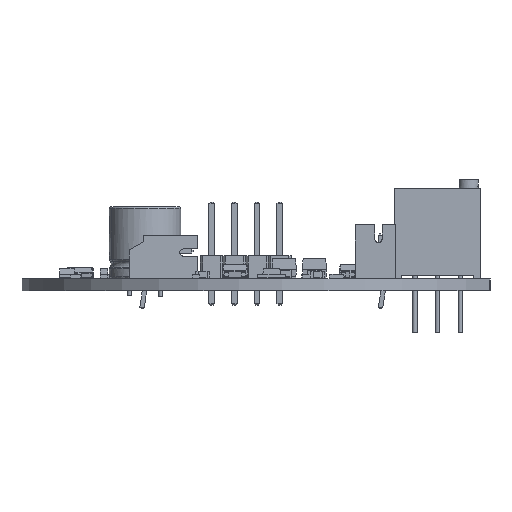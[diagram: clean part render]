
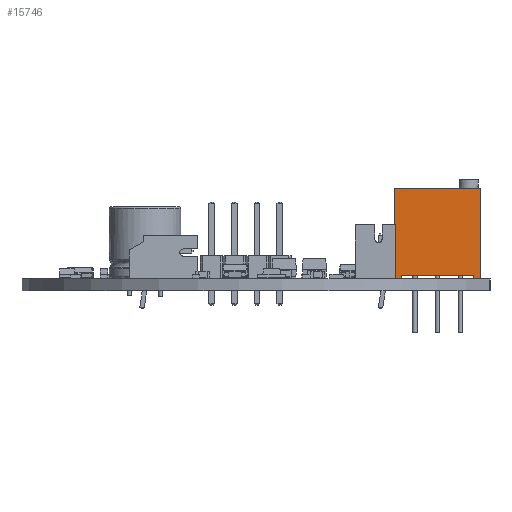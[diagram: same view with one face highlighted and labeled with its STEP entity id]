
A CAD part, left-side view. The second image highlights one B-rep face of the part: STEP entity #15746.
In plain terms, the highlighted face is planar.
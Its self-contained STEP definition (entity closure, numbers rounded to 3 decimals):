
#14350 = PLANE('',#14351);
#14351 = AXIS2_PLACEMENT_3D('',#14352,#14353,#14354);
#14352 = CARTESIAN_POINT('',(-2.54,-0.052,10.03));
#14353 = DIRECTION('',(0.,0.,1.));
#14354 = DIRECTION('',(0.,1.,0.));
#14434 = PLANE('',#14435);
#14435 = AXIS2_PLACEMENT_3D('',#14436,#14437,#14438);
#14436 = CARTESIAN_POINT('',(-7.305,-0.05,5.015));
#14437 = DIRECTION('',(-1.,0.,0.));
#14438 = DIRECTION('',(0.,1.,0.));
#14490 = PLANE('',#14491);
#14491 = AXIS2_PLACEMENT_3D('',#14492,#14493,#14494);
#14492 = CARTESIAN_POINT('',(-6.605,2.41,1.));
#14493 = DIRECTION('',(1.,0.,0.));
#14494 = DIRECTION('',(0.,-1.,0.));
#14518 = PLANE('',#14519);
#14519 = AXIS2_PLACEMENT_3D('',#14520,#14521,#14522);
#14520 = CARTESIAN_POINT('',(-7.305,2.03,0.38));
#14521 = DIRECTION('',(0.,0.,-1.));
#14522 = DIRECTION('',(0.,-1.,0.));
#14546 = PLANE('',#14547);
#14547 = AXIS2_PLACEMENT_3D('',#14548,#14549,#14550);
#14548 = CARTESIAN_POINT('',(1.525,2.41,1.));
#14549 = DIRECTION('',(1.,0.,0.));
#14550 = DIRECTION('',(0.,-1.,0.));
#14602 = PLANE('',#14603);
#14603 = AXIS2_PLACEMENT_3D('',#14604,#14605,#14606);
#14604 = CARTESIAN_POINT('',(2.225,-0.05,5.015));
#14605 = DIRECTION('',(1.,0.,0.));
#14606 = DIRECTION('',(0.,-1.,0.));
#14671 = EDGE_CURVE('',#14672,#14674,#14676,.T.);
#14672 = VERTEX_POINT('',#14673);
#14673 = CARTESIAN_POINT('',(-7.305,-2.42,10.03));
#14674 = VERTEX_POINT('',#14675);
#14675 = CARTESIAN_POINT('',(2.225,-2.42,10.03));
#14676 = SURFACE_CURVE('',#14677,(#14681,#14688),.PCURVE_S1.);
#14677 = LINE('',#14678,#14679);
#14678 = CARTESIAN_POINT('',(-7.305,-2.42,10.03));
#14679 = VECTOR('',#14680,1.);
#14680 = DIRECTION('',(1.,0.,0.));
#14681 = PCURVE('',#14350,#14682);
#14682 = DEFINITIONAL_REPRESENTATION('',(#14683),#14687);
#14683 = LINE('',#14684,#14685);
#14684 = CARTESIAN_POINT('',(-2.368,4.765));
#14685 = VECTOR('',#14686,1.);
#14686 = DIRECTION('',(0.,-1.));
#14687 = ( GEOMETRIC_REPRESENTATION_CONTEXT(2) 
PARAMETRIC_REPRESENTATION_CONTEXT() REPRESENTATION_CONTEXT('2D SPACE',''
  ) );
#14688 = PCURVE('',#14689,#14694);
#14689 = PLANE('',#14690);
#14690 = AXIS2_PLACEMENT_3D('',#14691,#14692,#14693);
#14691 = CARTESIAN_POINT('',(-2.54,-2.42,5.001));
#14692 = DIRECTION('',(0.,-1.,0.));
#14693 = DIRECTION('',(1.,0.,0.));
#14694 = DEFINITIONAL_REPRESENTATION('',(#14695),#14699);
#14695 = LINE('',#14696,#14697);
#14696 = CARTESIAN_POINT('',(-4.765,5.029));
#14697 = VECTOR('',#14698,1.);
#14698 = DIRECTION('',(1.,0.));
#14699 = ( GEOMETRIC_REPRESENTATION_CONTEXT(2) 
PARAMETRIC_REPRESENTATION_CONTEXT() REPRESENTATION_CONTEXT('2D SPACE',''
  ) );
#15002 = EDGE_CURVE('',#14674,#15003,#15005,.T.);
#15003 = VERTEX_POINT('',#15004);
#15004 = CARTESIAN_POINT('',(2.225,-2.42,0.));
#15005 = SURFACE_CURVE('',#15006,(#15010,#15017),.PCURVE_S1.);
#15006 = LINE('',#15007,#15008);
#15007 = CARTESIAN_POINT('',(2.225,-2.42,1.));
#15008 = VECTOR('',#15009,1.);
#15009 = DIRECTION('',(0.,0.,-1.));
#15010 = PCURVE('',#14602,#15011);
#15011 = DEFINITIONAL_REPRESENTATION('',(#15012),#15016);
#15012 = LINE('',#15013,#15014);
#15013 = CARTESIAN_POINT('',(2.37,4.015));
#15014 = VECTOR('',#15015,1.);
#15015 = DIRECTION('',(0.,1.));
#15016 = ( GEOMETRIC_REPRESENTATION_CONTEXT(2) 
PARAMETRIC_REPRESENTATION_CONTEXT() REPRESENTATION_CONTEXT('2D SPACE',''
  ) );
#15017 = PCURVE('',#14689,#15018);
#15018 = DEFINITIONAL_REPRESENTATION('',(#15019),#15023);
#15019 = LINE('',#15020,#15021);
#15020 = CARTESIAN_POINT('',(4.765,-4.001));
#15021 = VECTOR('',#15022,1.);
#15022 = DIRECTION('',(0.,-1.));
#15023 = ( GEOMETRIC_REPRESENTATION_CONTEXT(2) 
PARAMETRIC_REPRESENTATION_CONTEXT() REPRESENTATION_CONTEXT('2D SPACE',''
  ) );
#15041 = PLANE('',#15042);
#15042 = AXIS2_PLACEMENT_3D('',#15043,#15044,#15045);
#15043 = CARTESIAN_POINT('',(1.525,2.41,0.));
#15044 = DIRECTION('',(0.,0.,-1.));
#15045 = DIRECTION('',(0.,-1.,0.));
#15157 = VERTEX_POINT('',#15158);
#15158 = CARTESIAN_POINT('',(1.525,-2.42,0.));
#15203 = VERTEX_POINT('',#15204);
#15204 = CARTESIAN_POINT('',(1.525,-2.42,0.38));
#15225 = EDGE_CURVE('',#15203,#15157,#15226,.T.);
#15226 = SURFACE_CURVE('',#15227,(#15231,#15238),.PCURVE_S1.);
#15227 = LINE('',#15228,#15229);
#15228 = CARTESIAN_POINT('',(1.525,-2.42,1.));
#15229 = VECTOR('',#15230,1.);
#15230 = DIRECTION('',(0.,0.,-1.));
#15231 = PCURVE('',#14546,#15232);
#15232 = DEFINITIONAL_REPRESENTATION('',(#15233),#15237);
#15233 = LINE('',#15234,#15235);
#15234 = CARTESIAN_POINT('',(4.83,0.));
#15235 = VECTOR('',#15236,1.);
#15236 = DIRECTION('',(0.,1.));
#15237 = ( GEOMETRIC_REPRESENTATION_CONTEXT(2) 
PARAMETRIC_REPRESENTATION_CONTEXT() REPRESENTATION_CONTEXT('2D SPACE',''
  ) );
#15238 = PCURVE('',#14689,#15239);
#15239 = DEFINITIONAL_REPRESENTATION('',(#15240),#15244);
#15240 = LINE('',#15241,#15242);
#15241 = CARTESIAN_POINT('',(4.065,-4.001));
#15242 = VECTOR('',#15243,1.);
#15243 = DIRECTION('',(0.,-1.));
#15244 = ( GEOMETRIC_REPRESENTATION_CONTEXT(2) 
PARAMETRIC_REPRESENTATION_CONTEXT() REPRESENTATION_CONTEXT('2D SPACE',''
  ) );
#15249 = EDGE_CURVE('',#15250,#15203,#15252,.T.);
#15250 = VERTEX_POINT('',#15251);
#15251 = CARTESIAN_POINT('',(-6.605,-2.42,0.38));
#15252 = SURFACE_CURVE('',#15253,(#15257,#15264),.PCURVE_S1.);
#15253 = LINE('',#15254,#15255);
#15254 = CARTESIAN_POINT('',(-7.305,-2.42,0.38));
#15255 = VECTOR('',#15256,1.);
#15256 = DIRECTION('',(1.,0.,0.));
#15257 = PCURVE('',#14518,#15258);
#15258 = DEFINITIONAL_REPRESENTATION('',(#15259),#15263);
#15259 = LINE('',#15260,#15261);
#15260 = CARTESIAN_POINT('',(4.45,0.));
#15261 = VECTOR('',#15262,1.);
#15262 = DIRECTION('',(0.,-1.));
#15263 = ( GEOMETRIC_REPRESENTATION_CONTEXT(2) 
PARAMETRIC_REPRESENTATION_CONTEXT() REPRESENTATION_CONTEXT('2D SPACE',''
  ) );
#15264 = PCURVE('',#14689,#15265);
#15265 = DEFINITIONAL_REPRESENTATION('',(#15266),#15270);
#15266 = LINE('',#15267,#15268);
#15267 = CARTESIAN_POINT('',(-4.765,-4.621));
#15268 = VECTOR('',#15269,1.);
#15269 = DIRECTION('',(1.,0.));
#15270 = ( GEOMETRIC_REPRESENTATION_CONTEXT(2) 
PARAMETRIC_REPRESENTATION_CONTEXT() REPRESENTATION_CONTEXT('2D SPACE',''
  ) );
#15406 = VERTEX_POINT('',#15407);
#15407 = CARTESIAN_POINT('',(-6.605,-2.42,0.));
#15421 = PLANE('',#15422);
#15422 = AXIS2_PLACEMENT_3D('',#15423,#15424,#15425);
#15423 = CARTESIAN_POINT('',(-7.305,2.41,0.));
#15424 = DIRECTION('',(0.,0.,-1.));
#15425 = DIRECTION('',(0.,-1.,0.));
#15484 = EDGE_CURVE('',#15250,#15406,#15485,.T.);
#15485 = SURFACE_CURVE('',#15486,(#15490,#15497),.PCURVE_S1.);
#15486 = LINE('',#15487,#15488);
#15487 = CARTESIAN_POINT('',(-6.605,-2.42,1.));
#15488 = VECTOR('',#15489,1.);
#15489 = DIRECTION('',(0.,0.,-1.));
#15490 = PCURVE('',#14490,#15491);
#15491 = DEFINITIONAL_REPRESENTATION('',(#15492),#15496);
#15492 = LINE('',#15493,#15494);
#15493 = CARTESIAN_POINT('',(4.83,0.));
#15494 = VECTOR('',#15495,1.);
#15495 = DIRECTION('',(0.,1.));
#15496 = ( GEOMETRIC_REPRESENTATION_CONTEXT(2) 
PARAMETRIC_REPRESENTATION_CONTEXT() REPRESENTATION_CONTEXT('2D SPACE',''
  ) );
#15497 = PCURVE('',#14689,#15498);
#15498 = DEFINITIONAL_REPRESENTATION('',(#15499),#15503);
#15499 = LINE('',#15500,#15501);
#15500 = CARTESIAN_POINT('',(-4.065,-4.001));
#15501 = VECTOR('',#15502,1.);
#15502 = DIRECTION('',(0.,-1.));
#15503 = ( GEOMETRIC_REPRESENTATION_CONTEXT(2) 
PARAMETRIC_REPRESENTATION_CONTEXT() REPRESENTATION_CONTEXT('2D SPACE',''
  ) );
#15628 = VERTEX_POINT('',#15629);
#15629 = CARTESIAN_POINT('',(-7.305,-2.42,0.));
#15650 = EDGE_CURVE('',#14672,#15628,#15651,.T.);
#15651 = SURFACE_CURVE('',#15652,(#15656,#15663),.PCURVE_S1.);
#15652 = LINE('',#15653,#15654);
#15653 = CARTESIAN_POINT('',(-7.305,-2.42,1.));
#15654 = VECTOR('',#15655,1.);
#15655 = DIRECTION('',(0.,0.,-1.));
#15656 = PCURVE('',#14434,#15657);
#15657 = DEFINITIONAL_REPRESENTATION('',(#15658),#15662);
#15658 = LINE('',#15659,#15660);
#15659 = CARTESIAN_POINT('',(-2.37,4.015));
#15660 = VECTOR('',#15661,1.);
#15661 = DIRECTION('',(0.,1.));
#15662 = ( GEOMETRIC_REPRESENTATION_CONTEXT(2) 
PARAMETRIC_REPRESENTATION_CONTEXT() REPRESENTATION_CONTEXT('2D SPACE',''
  ) );
#15663 = PCURVE('',#14689,#15664);
#15664 = DEFINITIONAL_REPRESENTATION('',(#15665),#15669);
#15665 = LINE('',#15666,#15667);
#15666 = CARTESIAN_POINT('',(-4.765,-4.001));
#15667 = VECTOR('',#15668,1.);
#15668 = DIRECTION('',(0.,-1.));
#15669 = ( GEOMETRIC_REPRESENTATION_CONTEXT(2) 
PARAMETRIC_REPRESENTATION_CONTEXT() REPRESENTATION_CONTEXT('2D SPACE',''
  ) );
#15746 = ADVANCED_FACE('',(#15747),#14689,.T.);
#15747 = FACE_BOUND('',#15748,.T.);
#15748 = EDGE_LOOP('',(#15749,#15750,#15751,#15772,#15773,#15774,#15775,
    #15796));
#15749 = ORIENTED_EDGE('',*,*,#14671,.F.);
#15750 = ORIENTED_EDGE('',*,*,#15650,.T.);
#15751 = ORIENTED_EDGE('',*,*,#15752,.T.);
#15752 = EDGE_CURVE('',#15628,#15406,#15753,.T.);
#15753 = SURFACE_CURVE('',#15754,(#15758,#15765),.PCURVE_S1.);
#15754 = LINE('',#15755,#15756);
#15755 = CARTESIAN_POINT('',(-7.305,-2.42,0.));
#15756 = VECTOR('',#15757,1.);
#15757 = DIRECTION('',(1.,0.,0.));
#15758 = PCURVE('',#14689,#15759);
#15759 = DEFINITIONAL_REPRESENTATION('',(#15760),#15764);
#15760 = LINE('',#15761,#15762);
#15761 = CARTESIAN_POINT('',(-4.765,-5.001));
#15762 = VECTOR('',#15763,1.);
#15763 = DIRECTION('',(1.,0.));
#15764 = ( GEOMETRIC_REPRESENTATION_CONTEXT(2) 
PARAMETRIC_REPRESENTATION_CONTEXT() REPRESENTATION_CONTEXT('2D SPACE',''
  ) );
#15765 = PCURVE('',#15421,#15766);
#15766 = DEFINITIONAL_REPRESENTATION('',(#15767),#15771);
#15767 = LINE('',#15768,#15769);
#15768 = CARTESIAN_POINT('',(4.83,0.));
#15769 = VECTOR('',#15770,1.);
#15770 = DIRECTION('',(0.,-1.));
#15771 = ( GEOMETRIC_REPRESENTATION_CONTEXT(2) 
PARAMETRIC_REPRESENTATION_CONTEXT() REPRESENTATION_CONTEXT('2D SPACE',''
  ) );
#15772 = ORIENTED_EDGE('',*,*,#15484,.F.);
#15773 = ORIENTED_EDGE('',*,*,#15249,.T.);
#15774 = ORIENTED_EDGE('',*,*,#15225,.T.);
#15775 = ORIENTED_EDGE('',*,*,#15776,.T.);
#15776 = EDGE_CURVE('',#15157,#15003,#15777,.T.);
#15777 = SURFACE_CURVE('',#15778,(#15782,#15789),.PCURVE_S1.);
#15778 = LINE('',#15779,#15780);
#15779 = CARTESIAN_POINT('',(1.525,-2.42,0.));
#15780 = VECTOR('',#15781,1.);
#15781 = DIRECTION('',(1.,0.,0.));
#15782 = PCURVE('',#14689,#15783);
#15783 = DEFINITIONAL_REPRESENTATION('',(#15784),#15788);
#15784 = LINE('',#15785,#15786);
#15785 = CARTESIAN_POINT('',(4.065,-5.001));
#15786 = VECTOR('',#15787,1.);
#15787 = DIRECTION('',(1.,0.));
#15788 = ( GEOMETRIC_REPRESENTATION_CONTEXT(2) 
PARAMETRIC_REPRESENTATION_CONTEXT() REPRESENTATION_CONTEXT('2D SPACE',''
  ) );
#15789 = PCURVE('',#15041,#15790);
#15790 = DEFINITIONAL_REPRESENTATION('',(#15791),#15795);
#15791 = LINE('',#15792,#15793);
#15792 = CARTESIAN_POINT('',(4.83,0.));
#15793 = VECTOR('',#15794,1.);
#15794 = DIRECTION('',(0.,-1.));
#15795 = ( GEOMETRIC_REPRESENTATION_CONTEXT(2) 
PARAMETRIC_REPRESENTATION_CONTEXT() REPRESENTATION_CONTEXT('2D SPACE',''
  ) );
#15796 = ORIENTED_EDGE('',*,*,#15002,.F.);
